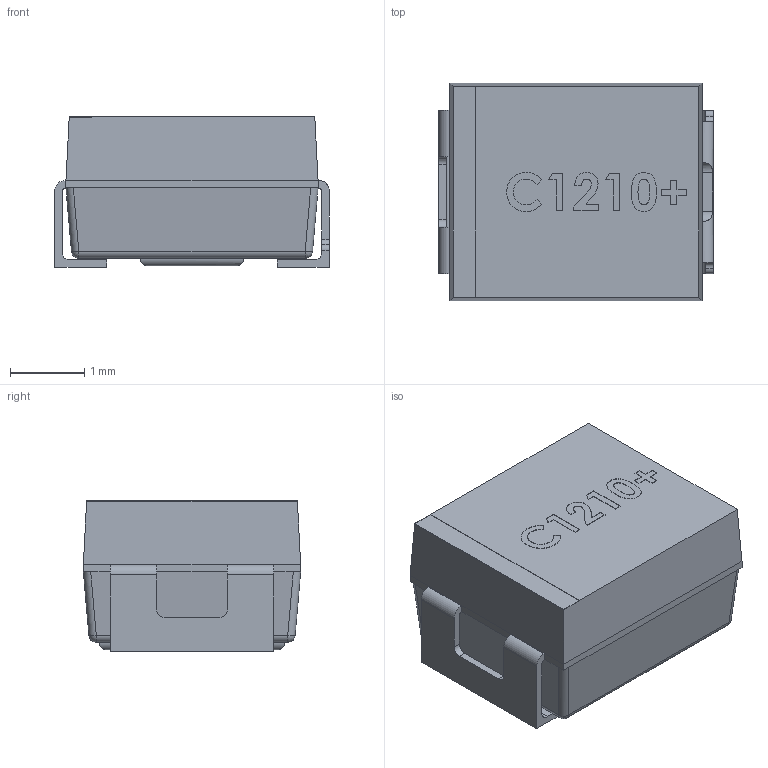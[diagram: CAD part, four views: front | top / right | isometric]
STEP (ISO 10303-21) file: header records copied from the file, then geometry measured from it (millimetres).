
FILE_DESCRIPTION (( 'STEP AP214' ), '1' );
FILE_NAME ('C1210+.STEP', '2019-05-10T10:38:17', ( '' ), ( '' ), 'SwSTEP 2.0', 'SolidWorks 2018', '' );
FILE_SCHEMA (( 'AUTOMOTIVE_DESIGN' ));
Length unit declared in the file: millimetre
Products named in the file (1): C1210+
Bounding box: 3.7 x 2.93 x 2.03 mm (x, y, z)
Volume: 19.3 mm3; surface area: 56.8 mm2
Topology: 1 solids, 1 shells, 153 faces, 393 edges, 248 vertices
Faces by surface type: plane 97, cylinder 28, bspline 24, sphere 4
Entity records: 7784 total; most frequent: CARTESIAN_POINT 2549, ORIENTED_EDGE 786, DIRECTION 635, EDGE_CURVE 393, LINE 291, VECTOR 291, VERTEX_POINT 248, AXIS2_PLACEMENT_3D 172
